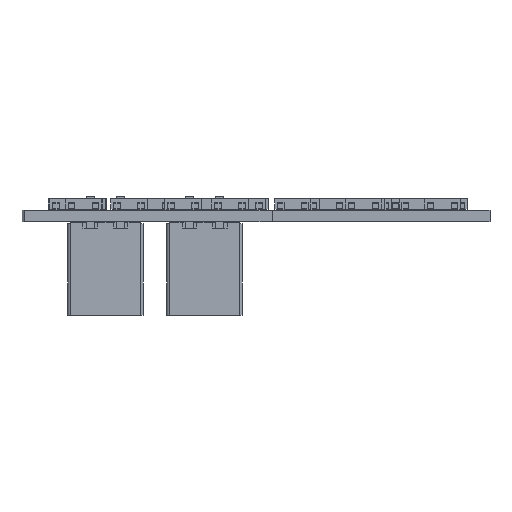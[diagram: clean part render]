
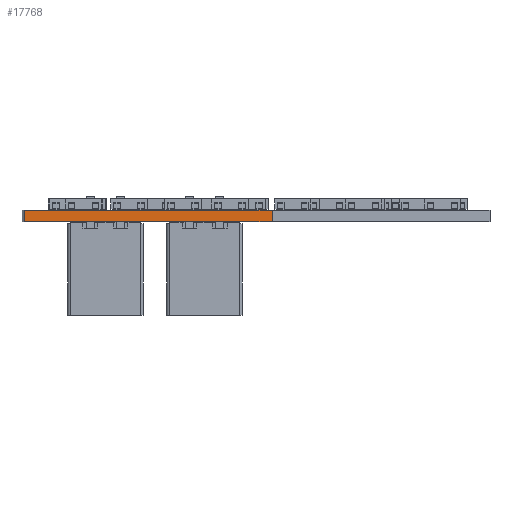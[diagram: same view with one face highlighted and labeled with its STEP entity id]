
A CAD part, left-side view. The second image highlights one B-rep face of the part: STEP entity #17768.
In plain terms, the highlighted planar face has unit normal (-1, 0, 0).
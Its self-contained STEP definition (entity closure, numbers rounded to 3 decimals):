
#15287 = PLANE('',#15288);
#15288 = AXIS2_PLACEMENT_3D('',#15289,#15290,#15291);
#15289 = CARTESIAN_POINT('',(67.716,-72.695,0.));
#15290 = DIRECTION('',(0.002,1.,-0.));
#15291 = DIRECTION('',(1.,-0.002,0.));
#15315 = PLANE('',#15316);
#15316 = AXIS2_PLACEMENT_3D('',#15317,#15318,#15319);
#15317 = CARTESIAN_POINT('',(153.303,-65.968,1.6));
#15318 = DIRECTION('',(0.,0.,1.));
#15319 = DIRECTION('',(1.,0.,-0.));
#15369 = PLANE('',#15370);
#15370 = AXIS2_PLACEMENT_3D('',#15371,#15372,#15373);
#15371 = CARTESIAN_POINT('',(153.303,-65.968,0.));
#15372 = DIRECTION('',(0.,0.,1.));
#15373 = DIRECTION('',(1.,0.,-0.));
#15384 = EDGE_CURVE('',#15385,#15387,#15389,.T.);
#15385 = VERTEX_POINT('',#15386);
#15386 = CARTESIAN_POINT('',(67.716,-72.695,0.));
#15387 = VERTEX_POINT('',#15388);
#15388 = CARTESIAN_POINT('',(67.716,-72.695,1.6));
#15389 = SURFACE_CURVE('',#15390,(#15394,#15401),.PCURVE_S1.);
#15390 = LINE('',#15391,#15392);
#15391 = CARTESIAN_POINT('',(67.716,-72.695,0.));
#15392 = VECTOR('',#15393,1.);
#15393 = DIRECTION('',(0.,0.,1.));
#15394 = PCURVE('',#15287,#15395);
#15395 = DEFINITIONAL_REPRESENTATION('',(#15396),#15400);
#15396 = LINE('',#15397,#15398);
#15397 = CARTESIAN_POINT('',(0.,0.));
#15398 = VECTOR('',#15399,1.);
#15399 = DIRECTION('',(0.,-1.));
#15400 = ( GEOMETRIC_REPRESENTATION_CONTEXT(2) 
PARAMETRIC_REPRESENTATION_CONTEXT() REPRESENTATION_CONTEXT('2D SPACE',''
  ) );
#15401 = PCURVE('',#15402,#15407);
#15402 = PLANE('',#15403);
#15403 = AXIS2_PLACEMENT_3D('',#15404,#15405,#15406);
#15404 = CARTESIAN_POINT('',(67.716,-38.557,0.));
#15405 = DIRECTION('',(1.,0.,-0.));
#15406 = DIRECTION('',(0.,-1.,0.));
#15407 = DEFINITIONAL_REPRESENTATION('',(#15408),#15412);
#15408 = LINE('',#15409,#15410);
#15409 = CARTESIAN_POINT('',(34.138,0.));
#15410 = VECTOR('',#15411,1.);
#15411 = DIRECTION('',(0.,-1.));
#15412 = ( GEOMETRIC_REPRESENTATION_CONTEXT(2) 
PARAMETRIC_REPRESENTATION_CONTEXT() REPRESENTATION_CONTEXT('2D SPACE',''
  ) );
#15674 = VERTEX_POINT('',#15675);
#15675 = CARTESIAN_POINT('',(67.716,-38.557,0.));
#15689 = PLANE('',#15690);
#15690 = AXIS2_PLACEMENT_3D('',#15691,#15692,#15693);
#15691 = CARTESIAN_POINT('',(95.199,-38.456,0.));
#15692 = DIRECTION('',(0.004,-1.,0.));
#15693 = DIRECTION('',(-1.,-0.004,0.));
#15701 = EDGE_CURVE('',#15674,#15385,#15702,.T.);
#15702 = SURFACE_CURVE('',#15703,(#15707,#15714),.PCURVE_S1.);
#15703 = LINE('',#15704,#15705);
#15704 = CARTESIAN_POINT('',(67.716,-38.557,0.));
#15705 = VECTOR('',#15706,1.);
#15706 = DIRECTION('',(0.,-1.,0.));
#15707 = PCURVE('',#15369,#15708);
#15708 = DEFINITIONAL_REPRESENTATION('',(#15709),#15713);
#15709 = LINE('',#15710,#15711);
#15710 = CARTESIAN_POINT('',(-85.587,27.411));
#15711 = VECTOR('',#15712,1.);
#15712 = DIRECTION('',(0.,-1.));
#15713 = ( GEOMETRIC_REPRESENTATION_CONTEXT(2) 
PARAMETRIC_REPRESENTATION_CONTEXT() REPRESENTATION_CONTEXT('2D SPACE',''
  ) );
#15714 = PCURVE('',#15402,#15715);
#15715 = DEFINITIONAL_REPRESENTATION('',(#15716),#15720);
#15716 = LINE('',#15717,#15718);
#15717 = CARTESIAN_POINT('',(0.,0.));
#15718 = VECTOR('',#15719,1.);
#15719 = DIRECTION('',(1.,0.));
#15720 = ( GEOMETRIC_REPRESENTATION_CONTEXT(2) 
PARAMETRIC_REPRESENTATION_CONTEXT() REPRESENTATION_CONTEXT('2D SPACE',''
  ) );
#16867 = VERTEX_POINT('',#16868);
#16868 = CARTESIAN_POINT('',(67.716,-38.557,1.6));
#16889 = EDGE_CURVE('',#16867,#15387,#16890,.T.);
#16890 = SURFACE_CURVE('',#16891,(#16895,#16902),.PCURVE_S1.);
#16891 = LINE('',#16892,#16893);
#16892 = CARTESIAN_POINT('',(67.716,-38.557,1.6));
#16893 = VECTOR('',#16894,1.);
#16894 = DIRECTION('',(0.,-1.,0.));
#16895 = PCURVE('',#15315,#16896);
#16896 = DEFINITIONAL_REPRESENTATION('',(#16897),#16901);
#16897 = LINE('',#16898,#16899);
#16898 = CARTESIAN_POINT('',(-85.587,27.411));
#16899 = VECTOR('',#16900,1.);
#16900 = DIRECTION('',(0.,-1.));
#16901 = ( GEOMETRIC_REPRESENTATION_CONTEXT(2) 
PARAMETRIC_REPRESENTATION_CONTEXT() REPRESENTATION_CONTEXT('2D SPACE',''
  ) );
#16902 = PCURVE('',#15402,#16903);
#16903 = DEFINITIONAL_REPRESENTATION('',(#16904),#16908);
#16904 = LINE('',#16905,#16906);
#16905 = CARTESIAN_POINT('',(0.,-1.6));
#16906 = VECTOR('',#16907,1.);
#16907 = DIRECTION('',(1.,0.));
#16908 = ( GEOMETRIC_REPRESENTATION_CONTEXT(2) 
PARAMETRIC_REPRESENTATION_CONTEXT() REPRESENTATION_CONTEXT('2D SPACE',''
  ) );
#17768 = ADVANCED_FACE('',(#17769),#15402,.F.);
#17769 = FACE_BOUND('',#17770,.F.);
#17770 = EDGE_LOOP('',(#17771,#17792,#17793,#17794));
#17771 = ORIENTED_EDGE('',*,*,#17772,.T.);
#17772 = EDGE_CURVE('',#15674,#16867,#17773,.T.);
#17773 = SURFACE_CURVE('',#17774,(#17778,#17785),.PCURVE_S1.);
#17774 = LINE('',#17775,#17776);
#17775 = CARTESIAN_POINT('',(67.716,-38.557,0.));
#17776 = VECTOR('',#17777,1.);
#17777 = DIRECTION('',(0.,0.,1.));
#17778 = PCURVE('',#15402,#17779);
#17779 = DEFINITIONAL_REPRESENTATION('',(#17780),#17784);
#17780 = LINE('',#17781,#17782);
#17781 = CARTESIAN_POINT('',(0.,0.));
#17782 = VECTOR('',#17783,1.);
#17783 = DIRECTION('',(0.,-1.));
#17784 = ( GEOMETRIC_REPRESENTATION_CONTEXT(2) 
PARAMETRIC_REPRESENTATION_CONTEXT() REPRESENTATION_CONTEXT('2D SPACE',''
  ) );
#17785 = PCURVE('',#15689,#17786);
#17786 = DEFINITIONAL_REPRESENTATION('',(#17787),#17791);
#17787 = LINE('',#17788,#17789);
#17788 = CARTESIAN_POINT('',(27.483,0.));
#17789 = VECTOR('',#17790,1.);
#17790 = DIRECTION('',(0.,-1.));
#17791 = ( GEOMETRIC_REPRESENTATION_CONTEXT(2) 
PARAMETRIC_REPRESENTATION_CONTEXT() REPRESENTATION_CONTEXT('2D SPACE',''
  ) );
#17792 = ORIENTED_EDGE('',*,*,#16889,.T.);
#17793 = ORIENTED_EDGE('',*,*,#15384,.F.);
#17794 = ORIENTED_EDGE('',*,*,#15701,.F.);
